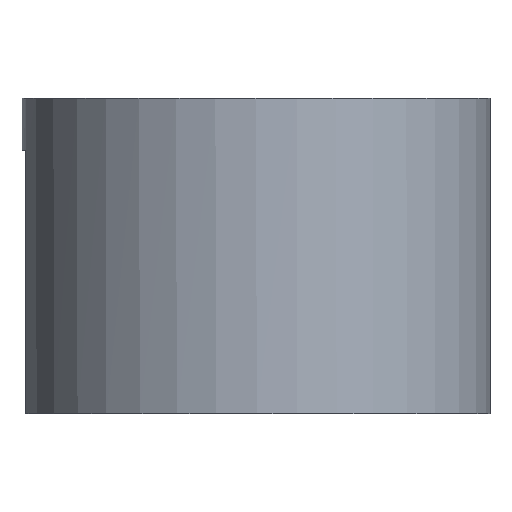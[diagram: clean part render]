
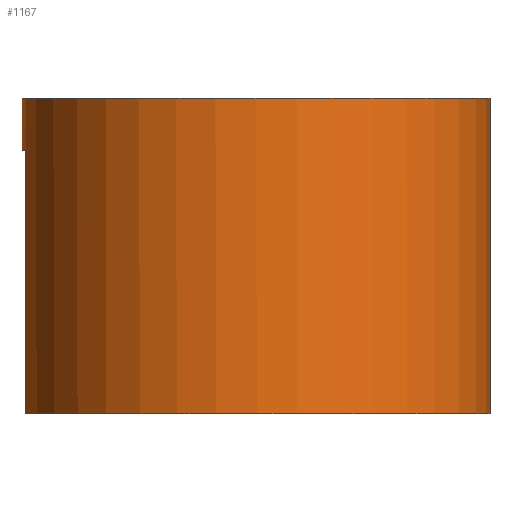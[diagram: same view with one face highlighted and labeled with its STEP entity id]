
A CAD part, front view. The second image highlights one B-rep face of the part: STEP entity #1167.
In plain terms, the highlighted cylindrical face has radius 44.45 mm (diameter 88.9 mm), a partial arc.
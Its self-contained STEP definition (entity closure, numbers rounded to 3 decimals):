
#16 = LINE ( 'NONE', #158, #936 ) ;
#21 = CARTESIAN_POINT ( 'NONE',  ( 44.45, 0., 60. ) ) ;
#36 = EDGE_CURVE ( 'NONE', #647, #522, #292, .T. ) ;
#46 = ORIENTED_EDGE ( 'NONE', *, *, #552, .T. ) ;
#104 = VERTEX_POINT ( 'NONE', #266 ) ;
#130 = ORIENTED_EDGE ( 'NONE', *, *, #489, .F. ) ;
#141 = CARTESIAN_POINT ( 'NONE',  ( -44.45, 0., 60. ) ) ;
#143 = VECTOR ( 'NONE', #661, 1000. ) ;
#154 = DIRECTION ( 'NONE',  ( 0., 0., -1. ) ) ;
#157 = AXIS2_PLACEMENT_3D ( 'NONE', #407, #201, #1322 ) ;
#158 = CARTESIAN_POINT ( 'NONE',  ( 44.45, 0., 60. ) ) ;
#160 = DIRECTION ( 'NONE',  ( 0., 0., -1. ) ) ;
#170 = AXIS2_PLACEMENT_3D ( 'NONE', #1211, #812, #178 ) ;
#178 = DIRECTION ( 'NONE',  ( -1., 0., 0. ) ) ;
#201 = DIRECTION ( 'NONE',  ( 0., 0., -1. ) ) ;
#205 = DIRECTION ( 'NONE',  ( -1., 0., 0. ) ) ;
#212 = CIRCLE ( 'NONE', #170, 44.45 ) ;
#228 = CIRCLE ( 'NONE', #897, 44.45 ) ;
#246 = EDGE_CURVE ( 'NONE', #1202, #522, #770, .T. ) ;
#259 = VECTOR ( 'NONE', #160, 1000. ) ;
#266 = CARTESIAN_POINT ( 'NONE',  ( 44.45, 0., 0. ) ) ;
#282 = VERTEX_POINT ( 'NONE', #21 ) ;
#292 = LINE ( 'NONE', #141, #259 ) ;
#302 = CARTESIAN_POINT ( 'NONE',  ( 0., 0., 50. ) ) ;
#362 = ORIENTED_EDGE ( 'NONE', *, *, #728, .F. ) ;
#407 = CARTESIAN_POINT ( 'NONE',  ( 0., 0., 60. ) ) ;
#434 = ORIENTED_EDGE ( 'NONE', *, *, #808, .T. ) ;
#489 = EDGE_CURVE ( 'NONE', #282, #104, #16, .T. ) ;
#513 = DIRECTION ( 'NONE',  ( 0., 0., -1. ) ) ;
#515 = CARTESIAN_POINT ( 'NONE',  ( -43.724, -8., 50. ) ) ;
#522 = VERTEX_POINT ( 'NONE', #1192 ) ;
#552 = EDGE_CURVE ( 'NONE', #282, #647, #212, .T. ) ;
#559 = CARTESIAN_POINT ( 'NONE',  ( -43.724, -8., 50. ) ) ;
#573 = EDGE_LOOP ( 'NONE', ( #130, #46, #613, #1034, #434, #362 ) ) ;
#613 = ORIENTED_EDGE ( 'NONE', *, *, #36, .T. ) ;
#647 = VERTEX_POINT ( 'NONE', #1033 ) ;
#661 = DIRECTION ( 'NONE',  ( 0., 0., -1. ) ) ;
#728 = EDGE_CURVE ( 'NONE', #104, #925, #228, .T. ) ;
#740 = AXIS2_PLACEMENT_3D ( 'NONE', #302, #513, #205 ) ;
#770 = CIRCLE ( 'NONE', #740, 44.45 ) ;
#800 = CYLINDRICAL_SURFACE ( 'NONE', #157, 44.45 ) ;
#808 = EDGE_CURVE ( 'NONE', #1202, #925, #922, .T. ) ;
#812 = DIRECTION ( 'NONE',  ( 0., 0., -1. ) ) ;
#897 = AXIS2_PLACEMENT_3D ( 'NONE', #933, #1323, #1136 ) ;
#922 = LINE ( 'NONE', #559, #143 ) ;
#925 = VERTEX_POINT ( 'NONE', #1061 ) ;
#933 = CARTESIAN_POINT ( 'NONE',  ( 0., 0., 0. ) ) ;
#936 = VECTOR ( 'NONE', #154, 1000. ) ;
#1033 = CARTESIAN_POINT ( 'NONE',  ( -44.45, 0., 60. ) ) ;
#1034 = ORIENTED_EDGE ( 'NONE', *, *, #246, .F. ) ;
#1059 = FACE_OUTER_BOUND ( 'NONE', #573, .T. ) ;
#1061 = CARTESIAN_POINT ( 'NONE',  ( -43.724, -8., 0. ) ) ;
#1136 = DIRECTION ( 'NONE',  ( -1., 0., 0. ) ) ;
#1167 = ADVANCED_FACE ( 'NONE', ( #1059 ), #800, .T. ) ;
#1192 = CARTESIAN_POINT ( 'NONE',  ( -44.45, 0., 50. ) ) ;
#1202 = VERTEX_POINT ( 'NONE', #515 ) ;
#1211 = CARTESIAN_POINT ( 'NONE',  ( 0., 0., 60. ) ) ;
#1322 = DIRECTION ( 'NONE',  ( -1., 0., 0. ) ) ;
#1323 = DIRECTION ( 'NONE',  ( 0., 0., -1. ) ) ;
